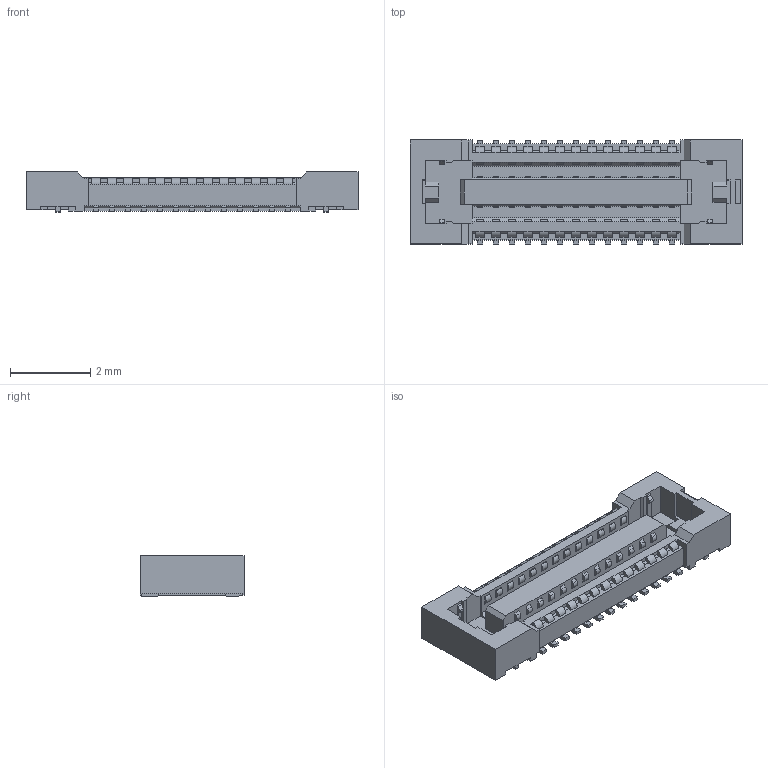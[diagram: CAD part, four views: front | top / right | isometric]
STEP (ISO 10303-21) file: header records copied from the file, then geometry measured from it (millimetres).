
FILE_DESCRIPTION (( 'STEP AP214' ), '1' );
FILE_NAME ('Molex 502426-2630.STEP', '2024-06-23T23:13:19', ( '' ), ( '' ), 'SwSTEP 2.0', 'SolidWorks 2018', '' );
FILE_SCHEMA (( 'AUTOMOTIVE_DESIGN' ));
Length unit declared in the file: millimetre
Products named in the file (1): Molex 502426-2630
Bounding box: 8.3 x 2.6 x 1 mm (x, y, z)
Volume: 12 mm3; surface area: 87.7 mm2
Topology: 1 solids, 1 shells, 780 faces, 2048 edges, 1348 vertices
Faces by surface type: plane 638, cylinder 142
Entity records: 29991 total; most frequent: CARTESIAN_POINT 4177, ORIENTED_EDGE 4096, DIRECTION 3894, EDGE_CURVE 2048, LINE 1764, VECTOR 1764, VERTEX_POINT 1348, AXIS2_PLACEMENT_3D 1065
